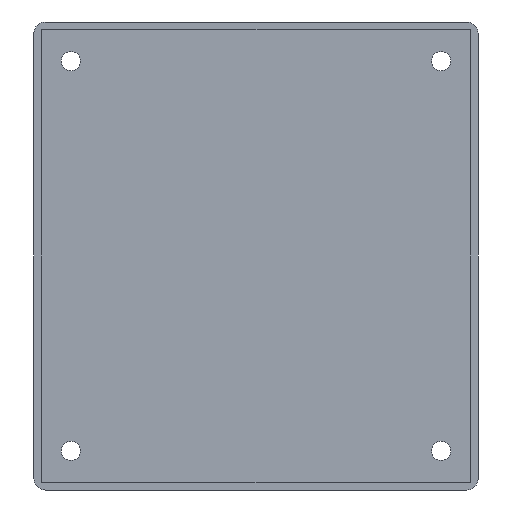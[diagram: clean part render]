
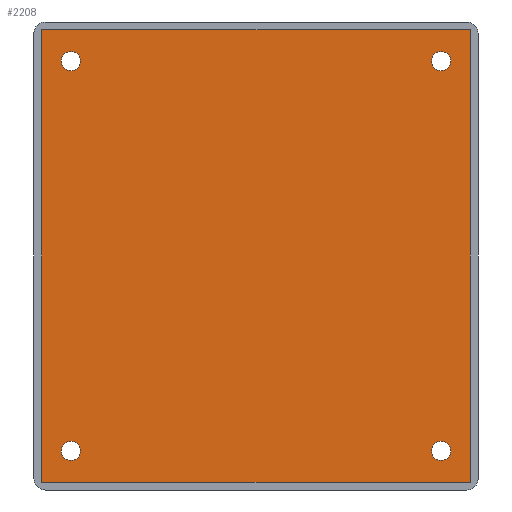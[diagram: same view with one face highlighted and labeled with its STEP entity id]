
A CAD part, front view. The second image highlights one B-rep face of the part: STEP entity #2208.
In plain terms, the highlighted planar face has unit normal (0, -1, 0).
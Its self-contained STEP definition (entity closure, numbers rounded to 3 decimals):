
#8 = EDGE_CURVE ( 'NONE', #1862, #765, #1371, .T. ) ;
#27 = CARTESIAN_POINT ( 'NONE',  ( -24.13, -0.1, 25.4 ) ) ;
#46 = DIRECTION ( 'NONE',  ( 0., -1., 0. ) ) ;
#52 = CARTESIAN_POINT ( 'NONE',  ( 24.13, -0.1, 25.4 ) ) ;
#79 = CARTESIAN_POINT ( 'NONE',  ( -24.13, -0.1, -25.4 ) ) ;
#80 = AXIS2_PLACEMENT_3D ( 'NONE', #1107, #2802, #1361 ) ;
#130 = CARTESIAN_POINT ( 'NONE',  ( -24.13, -0.1, 24.15 ) ) ;
#170 = VERTEX_POINT ( 'NONE', #130 ) ;
#186 = VERTEX_POINT ( 'NONE', #1601 ) ;
#206 = EDGE_CURVE ( 'NONE', #765, #1862, #2084, .T. ) ;
#242 = FACE_BOUND ( 'NONE', #611, .T. ) ;
#249 = EDGE_CURVE ( 'NONE', #536, #1572, #2343, .T. ) ;
#263 = DIRECTION ( 'NONE',  ( 0., 0., 1. ) ) ;
#277 = ORIENTED_EDGE ( 'NONE', *, *, #406, .T. ) ;
#288 = DIRECTION ( 'NONE',  ( 0., 0., 1. ) ) ;
#297 = VERTEX_POINT ( 'NONE', #737 ) ;
#300 = ORIENTED_EDGE ( 'NONE', *, *, #664, .T. ) ;
#305 = CARTESIAN_POINT ( 'NONE',  ( 24.13, -0.1, 26.65 ) ) ;
#328 = DIRECTION ( 'NONE',  ( 0., 0., 1. ) ) ;
#405 = EDGE_CURVE ( 'NONE', #1887, #507, #2552, .T. ) ;
#406 = EDGE_CURVE ( 'NONE', #1572, #536, #3132, .T. ) ;
#425 = VECTOR ( 'NONE', #528, 1000. ) ;
#427 = CIRCLE ( 'NONE', #80, 1.25 ) ;
#507 = VERTEX_POINT ( 'NONE', #2735 ) ;
#528 = DIRECTION ( 'NONE',  ( 0., 0., -1. ) ) ;
#536 = VERTEX_POINT ( 'NONE', #814 ) ;
#606 = AXIS2_PLACEMENT_3D ( 'NONE', #1499, #46, #1751 ) ;
#611 = EDGE_LOOP ( 'NONE', ( #1075, #2354 ) ) ;
#664 = EDGE_CURVE ( 'NONE', #170, #186, #1115, .T. ) ;
#672 = EDGE_LOOP ( 'NONE', ( #2860, #1694 ) ) ;
#711 = AXIS2_PLACEMENT_3D ( 'NONE', #52, #1758, #288 ) ;
#737 = CARTESIAN_POINT ( 'NONE',  ( -27.95, -0.1, 29.5 ) ) ;
#765 = VERTEX_POINT ( 'NONE', #1875 ) ;
#814 = CARTESIAN_POINT ( 'NONE',  ( -24.13, -0.1, -24.15 ) ) ;
#861 = DIRECTION ( 'NONE',  ( 0., 1., 0. ) ) ;
#888 = AXIS2_PLACEMENT_3D ( 'NONE', #2235, #2481, #1026 ) ;
#909 = FACE_BOUND ( 'NONE', #1038, .T. ) ;
#970 = CARTESIAN_POINT ( 'NONE',  ( 27.95, -0.1, -29.5 ) ) ;
#973 = AXIS2_PLACEMENT_3D ( 'NONE', #2315, #861, #2563 ) ;
#1026 = DIRECTION ( 'NONE',  ( 0., 0., 1. ) ) ;
#1030 = CARTESIAN_POINT ( 'NONE',  ( -27.95, -0.1, -29.5 ) ) ;
#1033 = DIRECTION ( 'NONE',  ( 0., 0., 1. ) ) ;
#1038 = EDGE_LOOP ( 'NONE', ( #1397, #300 ) ) ;
#1066 = LINE ( 'NONE', #1990, #425 ) ;
#1075 = ORIENTED_EDGE ( 'NONE', *, *, #405, .T. ) ;
#1084 = AXIS2_PLACEMENT_3D ( 'NONE', #1235, #2679, #1033 ) ;
#1107 = CARTESIAN_POINT ( 'NONE',  ( 24.13, -0.1, 25.4 ) ) ;
#1115 = CIRCLE ( 'NONE', #973, 1.25 ) ;
#1154 = EDGE_CURVE ( 'NONE', #297, #2000, #1066, .T. ) ;
#1161 = LINE ( 'NONE', #1030, #2376 ) ;
#1235 = CARTESIAN_POINT ( 'NONE',  ( 24.13, -0.1, -25.4 ) ) ;
#1280 = DIRECTION ( 'NONE',  ( 1., 0., 0. ) ) ;
#1283 = AXIS2_PLACEMENT_3D ( 'NONE', #79, #1790, #328 ) ;
#1286 = LINE ( 'NONE', #2845, #3155 ) ;
#1332 = DIRECTION ( 'NONE',  ( 0., 0., 1. ) ) ;
#1361 = DIRECTION ( 'NONE',  ( 0., 0., 1. ) ) ;
#1371 = CIRCLE ( 'NONE', #1084, 1.25 ) ;
#1387 = ORIENTED_EDGE ( 'NONE', *, *, #2248, .T. ) ;
#1397 = ORIENTED_EDGE ( 'NONE', *, *, #2188, .T. ) ;
#1403 = DIRECTION ( 'NONE',  ( 0., 0., 1. ) ) ;
#1425 = EDGE_CURVE ( 'NONE', #2566, #297, #2884, .T. ) ;
#1499 = CARTESIAN_POINT ( 'NONE',  ( -27.95, -0.1, -29.5 ) ) ;
#1544 = FACE_BOUND ( 'NONE', #1555, .T. ) ;
#1555 = EDGE_LOOP ( 'NONE', ( #3133, #277 ) ) ;
#1572 = VERTEX_POINT ( 'NONE', #2460 ) ;
#1573 = CARTESIAN_POINT ( 'NONE',  ( 24.13, -0.1, -25.4 ) ) ;
#1601 = CARTESIAN_POINT ( 'NONE',  ( -24.13, -0.1, 26.65 ) ) ;
#1609 = VECTOR ( 'NONE', #2989, 1000. ) ;
#1694 = ORIENTED_EDGE ( 'NONE', *, *, #8, .T. ) ;
#1731 = DIRECTION ( 'NONE',  ( 0., 1., 0. ) ) ;
#1751 = DIRECTION ( 'NONE',  ( 0., 0., -1. ) ) ;
#1758 = DIRECTION ( 'NONE',  ( 0., 1., 0. ) ) ;
#1770 = ORIENTED_EDGE ( 'NONE', *, *, #1425, .T. ) ;
#1777 = CIRCLE ( 'NONE', #1808, 1.25 ) ;
#1790 = DIRECTION ( 'NONE',  ( 0., 1., 0. ) ) ;
#1808 = AXIS2_PLACEMENT_3D ( 'NONE', #27, #1731, #263 ) ;
#1862 = VERTEX_POINT ( 'NONE', #2730 ) ;
#1875 = CARTESIAN_POINT ( 'NONE',  ( 24.13, -0.1, -24.15 ) ) ;
#1887 = VERTEX_POINT ( 'NONE', #305 ) ;
#1990 = CARTESIAN_POINT ( 'NONE',  ( -27.95, -0.1, 29.5 ) ) ;
#2000 = VERTEX_POINT ( 'NONE', #2887 ) ;
#2084 = CIRCLE ( 'NONE', #3145, 1.25 ) ;
#2122 = FACE_OUTER_BOUND ( 'NONE', #2874, .T. ) ;
#2137 = VERTEX_POINT ( 'NONE', #970 ) ;
#2186 = FACE_BOUND ( 'NONE', #672, .T. ) ;
#2188 = EDGE_CURVE ( 'NONE', #186, #170, #1777, .T. ) ;
#2198 = ORIENTED_EDGE ( 'NONE', *, *, #1154, .T. ) ;
#2208 = ADVANCED_FACE ( 'NONE', ( #2186, #242, #909, #1544, #2122 ), #2223, .T. ) ;
#2223 = PLANE ( 'NONE',  #606 ) ;
#2235 = CARTESIAN_POINT ( 'NONE',  ( -24.13, -0.1, -25.4 ) ) ;
#2248 = EDGE_CURVE ( 'NONE', #2000, #2137, #1161, .T. ) ;
#2250 = ORIENTED_EDGE ( 'NONE', *, *, #2620, .T. ) ;
#2315 = CARTESIAN_POINT ( 'NONE',  ( -24.13, -0.1, 25.4 ) ) ;
#2343 = CIRCLE ( 'NONE', #1283, 1.25 ) ;
#2354 = ORIENTED_EDGE ( 'NONE', *, *, #3084, .T. ) ;
#2376 = VECTOR ( 'NONE', #1280, 1000. ) ;
#2460 = CARTESIAN_POINT ( 'NONE',  ( -24.13, -0.1, -26.65 ) ) ;
#2481 = DIRECTION ( 'NONE',  ( 0., 1., 0. ) ) ;
#2552 = CIRCLE ( 'NONE', #711, 1.25 ) ;
#2563 = DIRECTION ( 'NONE',  ( 0., 0., 1. ) ) ;
#2566 = VERTEX_POINT ( 'NONE', #2593 ) ;
#2593 = CARTESIAN_POINT ( 'NONE',  ( 27.95, -0.1, 29.5 ) ) ;
#2620 = EDGE_CURVE ( 'NONE', #2137, #2566, #1286, .T. ) ;
#2679 = DIRECTION ( 'NONE',  ( 0., 1., 0. ) ) ;
#2730 = CARTESIAN_POINT ( 'NONE',  ( 24.13, -0.1, -26.65 ) ) ;
#2735 = CARTESIAN_POINT ( 'NONE',  ( 24.13, -0.1, 24.15 ) ) ;
#2751 = CARTESIAN_POINT ( 'NONE',  ( -27.95, -0.1, 29.5 ) ) ;
#2802 = DIRECTION ( 'NONE',  ( 0., 1., 0. ) ) ;
#2845 = CARTESIAN_POINT ( 'NONE',  ( 27.95, -0.1, 29.5 ) ) ;
#2860 = ORIENTED_EDGE ( 'NONE', *, *, #206, .T. ) ;
#2874 = EDGE_LOOP ( 'NONE', ( #2198, #1387, #2250, #1770 ) ) ;
#2884 = LINE ( 'NONE', #2751, #1609 ) ;
#2887 = CARTESIAN_POINT ( 'NONE',  ( -27.95, -0.1, -29.5 ) ) ;
#2989 = DIRECTION ( 'NONE',  ( -1., 0., 0. ) ) ;
#3022 = DIRECTION ( 'NONE',  ( 0., 1., 0. ) ) ;
#3084 = EDGE_CURVE ( 'NONE', #507, #1887, #427, .T. ) ;
#3132 = CIRCLE ( 'NONE', #888, 1.25 ) ;
#3133 = ORIENTED_EDGE ( 'NONE', *, *, #249, .T. ) ;
#3145 = AXIS2_PLACEMENT_3D ( 'NONE', #1573, #3022, #1332 ) ;
#3155 = VECTOR ( 'NONE', #1403, 1000. ) ;
